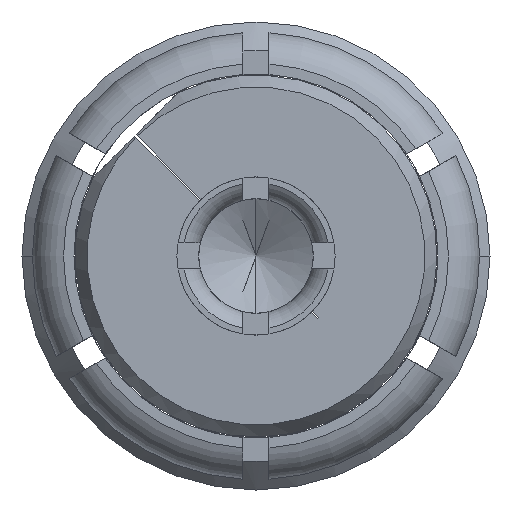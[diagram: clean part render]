
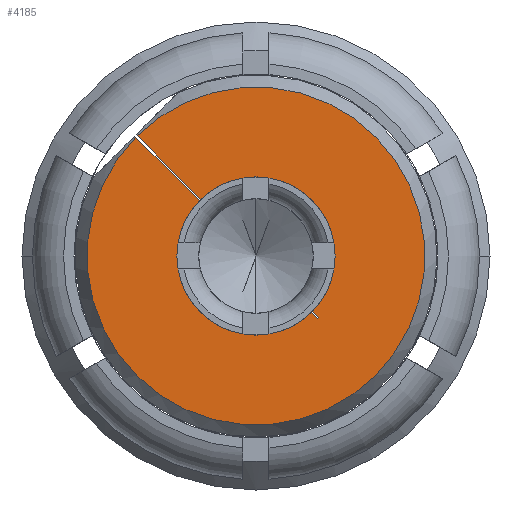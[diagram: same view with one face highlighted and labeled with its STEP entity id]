
A CAD part, left-side view. The second image highlights one B-rep face of the part: STEP entity #4185.
In plain terms, the highlighted planar face has unit normal (-1, 0, 0).
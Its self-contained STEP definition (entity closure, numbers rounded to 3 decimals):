
#3992=DIRECTION('',(0.,0.707,0.707));
#3993=VECTOR('',#3992,1.045);
#3994=CARTESIAN_POINT('',(-5.,0.403,0.417));
#3995=LINE('',#3994,#3993);
#3996=DIRECTION('',(0.,-0.707,-0.707));
#3997=VECTOR('',#3996,1.045);
#3998=CARTESIAN_POINT('',(-5.,1.156,1.142));
#3999=LINE('',#3998,#3997);
#4000=CARTESIAN_POINT('',(-5.,0.,0.));
#4001=DIRECTION('',(-1.,0.,0.));
#4002=DIRECTION('',(0.,0.719,0.695));
#4003=AXIS2_PLACEMENT_3D('',#4000,#4001,#4002);
#4005=DIRECTION('',(0.,-0.707,-0.707));
#4006=VECTOR('',#4005,0.26);
#4007=CARTESIAN_POINT('',(-5.,-0.403,-0.417));
#4008=LINE('',#4007,#4006);
#4009=DIRECTION('',(0.,-0.707,0.707));
#4010=VECTOR('',#4009,0.02);
#4011=CARTESIAN_POINT('',(-5.,-0.587,-0.601));
#4012=LINE('',#4011,#4010);
#4013=DIRECTION('',(0.,0.707,0.707));
#4014=VECTOR('',#4013,0.26);
#4015=CARTESIAN_POINT('',(-5.,-0.601,-0.587));
#4016=LINE('',#4015,#4014);
#4017=CARTESIAN_POINT('',(-5.,0.,0.));
#4018=DIRECTION('',(-1.,0.,0.));
#4019=DIRECTION('',(0.,-0.719,-0.695));
#4020=AXIS2_PLACEMENT_3D('',#4017,#4018,#4019);
#4049=CARTESIAN_POINT('',(-5.,0.,0.));
#4050=DIRECTION('',(-1.,0.,0.));
#4051=DIRECTION('',(0.,0.711,0.703));
#4052=AXIS2_PLACEMENT_3D('',#4049,#4050,#4051);
#4114=CARTESIAN_POINT('',(-5.,1.142,1.156));
#4115=CARTESIAN_POINT('',(-5.,0.403,0.417));
#4116=VERTEX_POINT('',#4114);
#4117=VERTEX_POINT('',#4115);
#4118=CARTESIAN_POINT('',(-5.,-0.417,-0.403));
#4119=CARTESIAN_POINT('',(-5.,-0.601,-0.587));
#4120=VERTEX_POINT('',#4118);
#4121=VERTEX_POINT('',#4119);
#4122=CARTESIAN_POINT('',(-5.,-0.587,-0.601));
#4123=VERTEX_POINT('',#4122);
#4124=CARTESIAN_POINT('',(-5.,-0.403,-0.417));
#4125=VERTEX_POINT('',#4124);
#4126=CARTESIAN_POINT('',(-5.,0.417,0.403));
#4127=CARTESIAN_POINT('',(-5.,1.156,1.142));
#4128=VERTEX_POINT('',#4126);
#4129=VERTEX_POINT('',#4127);
#4162=CARTESIAN_POINT('',(-5.,0.,0.));
#4163=DIRECTION('',(1.,0.,0.));
#4164=DIRECTION('',(0.,-1.,0.));
#4165=AXIS2_PLACEMENT_3D('',#4162,#4163,#4164);
#4166=PLANE('',#4165);
#4168=ORIENTED_EDGE('',*,*,#4167,.T.);
#4170=ORIENTED_EDGE('',*,*,#4169,.F.);
#4172=ORIENTED_EDGE('',*,*,#4171,.T.);
#4174=ORIENTED_EDGE('',*,*,#4173,.T.);
#4176=ORIENTED_EDGE('',*,*,#4175,.T.);
#4178=ORIENTED_EDGE('',*,*,#4177,.T.);
#4180=ORIENTED_EDGE('',*,*,#4179,.T.);
#4182=ORIENTED_EDGE('',*,*,#4181,.T.);
#4183=EDGE_LOOP('',(#4168,#4170,#4172,#4174,#4176,#4178,#4180,#4182));
#4184=FACE_OUTER_BOUND('',#4183,.F.);
#4004=CIRCLE('',#4003,0.58);
#4021=CIRCLE('',#4020,0.58);
#4053=CIRCLE('',#4052,1.625);
#4167=EDGE_CURVE('',#4117,#4116,#3995,.T.);
#4169=EDGE_CURVE('',#4129,#4116,#4053,.T.);
#4171=EDGE_CURVE('',#4129,#4128,#3999,.T.);
#4173=EDGE_CURVE('',#4128,#4125,#4004,.T.);
#4175=EDGE_CURVE('',#4125,#4123,#4008,.T.);
#4177=EDGE_CURVE('',#4123,#4121,#4012,.T.);
#4179=EDGE_CURVE('',#4121,#4120,#4016,.T.);
#4181=EDGE_CURVE('',#4120,#4117,#4021,.T.);
#4185=ADVANCED_FACE('',(#4184),#4166,.F.);
